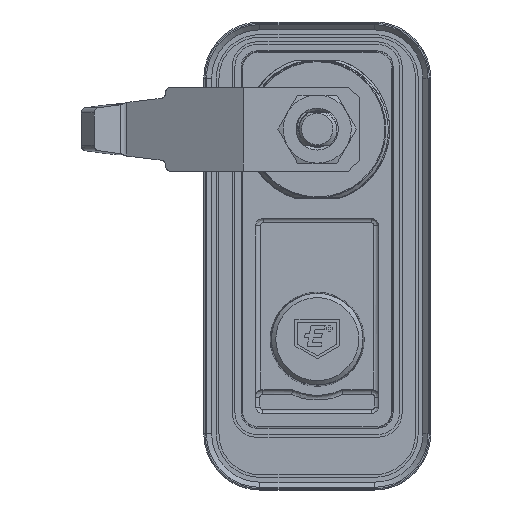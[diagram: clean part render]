
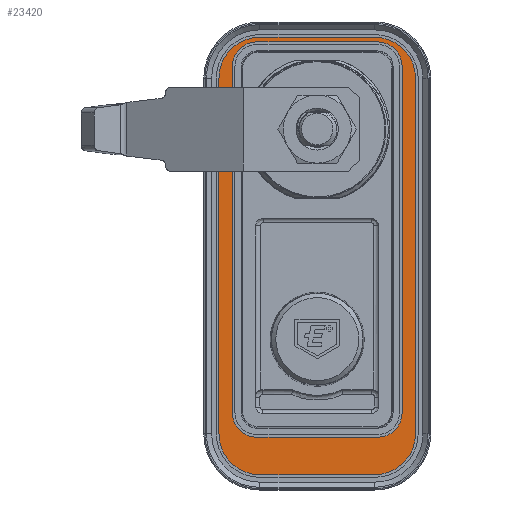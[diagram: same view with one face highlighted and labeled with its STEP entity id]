
A CAD part, top view. The second image highlights one B-rep face of the part: STEP entity #23420.
In plain terms, the highlighted planar face has unit normal (0, 0, 1).
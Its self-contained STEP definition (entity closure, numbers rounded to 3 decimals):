
#2728=LINE('',#43639,#4052);
#2729=LINE('',#43643,#4053);
#2730=LINE('',#43647,#4054);
#2731=LINE('',#43650,#4055);
#2732=LINE('',#43653,#4056);
#2733=LINE('',#43657,#4057);
#2734=LINE('',#43661,#4058);
#2735=LINE('',#43665,#4059);
#4052=VECTOR('',#28213,1.);
#4053=VECTOR('',#28216,1.);
#4054=VECTOR('',#28219,1.);
#4055=VECTOR('',#28222,1.);
#4056=VECTOR('',#28223,1.);
#4057=VECTOR('',#28226,1.);
#4058=VECTOR('',#28229,1.);
#4059=VECTOR('',#28232,1.);
#5357=FACE_BOUND('',#7216,.T.);
#5770=FACE_OUTER_BOUND('',#7215,.T.);
#7215=EDGE_LOOP('',(#17162,#17163,#17164,#17165,#17166,#17167,#17168,#17169));
#7216=EDGE_LOOP('',(#17170,#17171,#17172,#17173,#17174,#17175,#17176,#17177));
#8619=CIRCLE('',#25178,7.8);
#8620=CIRCLE('',#25179,7.8);
#8621=CIRCLE('',#25180,7.8);
#8622=CIRCLE('',#25181,7.8);
#8623=CIRCLE('',#25182,4.7);
#8624=CIRCLE('',#25183,4.7);
#8625=CIRCLE('',#25184,4.7);
#8626=CIRCLE('',#25185,4.7);
#9782=VERTEX_POINT('',#43635);
#9783=VERTEX_POINT('',#43636);
#9784=VERTEX_POINT('',#43638);
#9785=VERTEX_POINT('',#43640);
#9786=VERTEX_POINT('',#43642);
#9787=VERTEX_POINT('',#43644);
#9788=VERTEX_POINT('',#43646);
#9789=VERTEX_POINT('',#43648);
#9790=VERTEX_POINT('',#43651);
#9791=VERTEX_POINT('',#43652);
#9792=VERTEX_POINT('',#43654);
#9793=VERTEX_POINT('',#43656);
#9794=VERTEX_POINT('',#43658);
#9795=VERTEX_POINT('',#43660);
#9796=VERTEX_POINT('',#43662);
#9797=VERTEX_POINT('',#43664);
#12518=EDGE_CURVE('',#9782,#9783,#8619,.T.);
#12519=EDGE_CURVE('',#9783,#9784,#2728,.T.);
#12520=EDGE_CURVE('',#9784,#9785,#8620,.T.);
#12521=EDGE_CURVE('',#9785,#9786,#2729,.T.);
#12522=EDGE_CURVE('',#9786,#9787,#8621,.T.);
#12523=EDGE_CURVE('',#9787,#9788,#2730,.T.);
#12524=EDGE_CURVE('',#9788,#9789,#8622,.T.);
#12525=EDGE_CURVE('',#9789,#9782,#2731,.T.);
#12526=EDGE_CURVE('',#9790,#9791,#2732,.T.);
#12527=EDGE_CURVE('',#9791,#9792,#8623,.T.);
#12528=EDGE_CURVE('',#9792,#9793,#2733,.T.);
#12529=EDGE_CURVE('',#9793,#9794,#8624,.T.);
#12530=EDGE_CURVE('',#9794,#9795,#2734,.T.);
#12531=EDGE_CURVE('',#9795,#9796,#8625,.T.);
#12532=EDGE_CURVE('',#9796,#9797,#2735,.T.);
#12533=EDGE_CURVE('',#9797,#9790,#8626,.T.);
#17162=ORIENTED_EDGE('',*,*,#12518,.T.);
#17163=ORIENTED_EDGE('',*,*,#12519,.T.);
#17164=ORIENTED_EDGE('',*,*,#12520,.T.);
#17165=ORIENTED_EDGE('',*,*,#12521,.T.);
#17166=ORIENTED_EDGE('',*,*,#12522,.T.);
#17167=ORIENTED_EDGE('',*,*,#12523,.T.);
#17168=ORIENTED_EDGE('',*,*,#12524,.T.);
#17169=ORIENTED_EDGE('',*,*,#12525,.T.);
#17170=ORIENTED_EDGE('',*,*,#12526,.T.);
#17171=ORIENTED_EDGE('',*,*,#12527,.T.);
#17172=ORIENTED_EDGE('',*,*,#12528,.T.);
#17173=ORIENTED_EDGE('',*,*,#12529,.T.);
#17174=ORIENTED_EDGE('',*,*,#12530,.T.);
#17175=ORIENTED_EDGE('',*,*,#12531,.T.);
#17176=ORIENTED_EDGE('',*,*,#12532,.T.);
#17177=ORIENTED_EDGE('',*,*,#12533,.T.);
#22800=PLANE('',#25177);
#23420=ADVANCED_FACE('',(#5770,#5357),#22800,.T.);
#25177=AXIS2_PLACEMENT_3D('',#43634,#28209,#28210);
#25178=AXIS2_PLACEMENT_3D('',#43637,#28211,#28212);
#25179=AXIS2_PLACEMENT_3D('',#43641,#28214,#28215);
#25180=AXIS2_PLACEMENT_3D('',#43645,#28217,#28218);
#25181=AXIS2_PLACEMENT_3D('',#43649,#28220,#28221);
#25182=AXIS2_PLACEMENT_3D('',#43655,#28224,#28225);
#25183=AXIS2_PLACEMENT_3D('',#43659,#28227,#28228);
#25184=AXIS2_PLACEMENT_3D('',#43663,#28230,#28231);
#25185=AXIS2_PLACEMENT_3D('',#43666,#28233,#28234);
#28209=DIRECTION('center_axis',(0.,0.,1.));
#28210=DIRECTION('ref_axis',(0.,-1.,0.));
#28211=DIRECTION('center_axis',(0.,0.,1.));
#28212=DIRECTION('ref_axis',(1.,0.,0.));
#28213=DIRECTION('',(1.,0.,0.));
#28214=DIRECTION('center_axis',(0.,0.,1.));
#28215=DIRECTION('ref_axis',(1.,0.,0.));
#28216=DIRECTION('',(0.,1.,0.));
#28217=DIRECTION('center_axis',(0.,0.,1.));
#28218=DIRECTION('ref_axis',(1.,0.,0.));
#28219=DIRECTION('',(-1.,0.,0.));
#28220=DIRECTION('center_axis',(0.,0.,1.));
#28221=DIRECTION('ref_axis',(1.,0.,0.));
#28222=DIRECTION('',(0.,-1.,0.));
#28223=DIRECTION('',(0.,1.,0.));
#28224=DIRECTION('center_axis',(0.,0.,-1.));
#28225=DIRECTION('ref_axis',(0.,1.,0.));
#28226=DIRECTION('',(1.,0.,0.));
#28227=DIRECTION('center_axis',(0.,0.,-1.));
#28228=DIRECTION('ref_axis',(1.,0.,0.));
#28229=DIRECTION('',(0.,-1.,0.));
#28230=DIRECTION('center_axis',(0.,0.,-1.));
#28231=DIRECTION('ref_axis',(0.,-1.,0.));
#28232=DIRECTION('',(-1.,0.,0.));
#28233=DIRECTION('center_axis',(0.,0.,-1.));
#28234=DIRECTION('ref_axis',(-1.,0.,0.));
#43634=CARTESIAN_POINT('Origin',(0.,-2.67,12.5));
#43635=CARTESIAN_POINT('',(-18.739,-36.596,12.5));
#43636=CARTESIAN_POINT('',(-10.939,-44.396,12.5));
#43637=CARTESIAN_POINT('Origin',(-10.939,-36.596,12.5));
#43638=CARTESIAN_POINT('',(10.939,-44.396,12.5));
#43639=CARTESIAN_POINT('',(-10.939,-44.396,12.5));
#43640=CARTESIAN_POINT('',(18.739,-36.596,12.5));
#43641=CARTESIAN_POINT('Origin',(10.939,-36.596,12.5));
#43642=CARTESIAN_POINT('',(18.739,31.256,12.5));
#43643=CARTESIAN_POINT('',(18.739,-36.596,12.5));
#43644=CARTESIAN_POINT('',(10.939,39.056,12.5));
#43645=CARTESIAN_POINT('Origin',(10.939,31.256,12.5));
#43646=CARTESIAN_POINT('',(-10.939,39.056,12.5));
#43647=CARTESIAN_POINT('',(10.939,39.056,12.5));
#43648=CARTESIAN_POINT('',(-18.739,31.256,12.5));
#43649=CARTESIAN_POINT('Origin',(-10.939,31.256,12.5));
#43650=CARTESIAN_POINT('',(-18.739,31.256,12.5));
#43651=CARTESIAN_POINT('',(-16.2,-32.544,12.5));
#43652=CARTESIAN_POINT('',(-16.2,33.456,12.5));
#43653=CARTESIAN_POINT('',(-16.2,-32.544,12.5));
#43654=CARTESIAN_POINT('',(-11.5,38.156,12.5));
#43655=CARTESIAN_POINT('Origin',(-11.5,33.456,12.5));
#43656=CARTESIAN_POINT('',(11.5,38.156,12.5));
#43657=CARTESIAN_POINT('',(-11.5,38.156,12.5));
#43658=CARTESIAN_POINT('',(16.2,33.456,12.5));
#43659=CARTESIAN_POINT('Origin',(11.5,33.456,12.5));
#43660=CARTESIAN_POINT('',(16.2,-32.544,12.5));
#43661=CARTESIAN_POINT('',(16.2,33.456,12.5));
#43662=CARTESIAN_POINT('',(11.5,-37.244,12.5));
#43663=CARTESIAN_POINT('Origin',(11.5,-32.544,12.5));
#43664=CARTESIAN_POINT('',(-11.5,-37.244,12.5));
#43665=CARTESIAN_POINT('',(11.5,-37.244,12.5));
#43666=CARTESIAN_POINT('Origin',(-11.5,-32.544,12.5));
